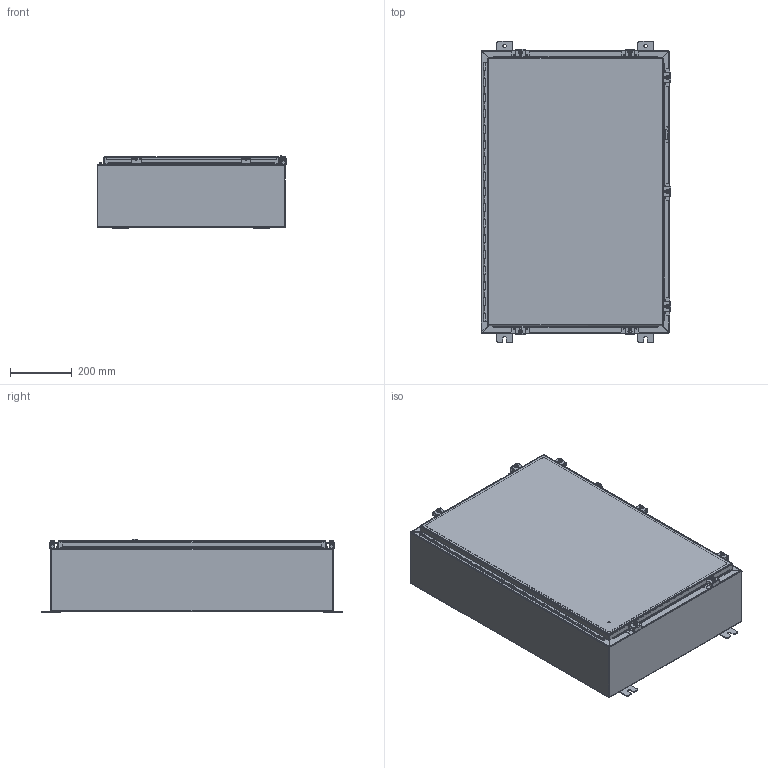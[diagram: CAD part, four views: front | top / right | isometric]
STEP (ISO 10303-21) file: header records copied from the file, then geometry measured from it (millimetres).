
FILE_DESCRIPTION (( 'STEP AP214' ), '1' );
FILE_NAME ('SSN4362408A.STEP', '2016-02-09T20:58:10', ( '' ), ( '' ), 'SwSTEP 2.0', 'SolidWorks 2014', '' );
FILE_SCHEMA (( 'AUTOMOTIVE_DESIGN' ));
Length unit declared in the file: inch
Products named in the file (19): 30818; SSN4362408A; 34871; 38412; SSN4362408ABKP; 32912; 34x22; 38846; SSN43624ALID; 32874-36T; 32874-36L; 32874-36P; 32874-36; 38859; 30824-1; 30824-2; 30824-3; 30824-4; 30824
Assembly tree (38 placements, depth 3):
  SSN4362408A
    34871  x4
    38412
    SSN4362408ABKP
    32912
    34x22
    38846
    SSN43624ALID
    32874-36
      32874-36T
      32874-36L
      32874-36P
    38859  x6
    30824  x7
      30824-1
      30824-2
      30824-3
      30824-4
    30818  x7
Bounding box: 615.08 x 977.9 x 237.62 mm (x, y, z)
Volume: 3942153.4 mm3; surface area: 4086334.8 mm2
Topology: 54 solids, 54 shells, 2180 faces, 5680 edges, 3654 vertices
Faces by surface type: cylinder 947, plane 862, bspline 199, torus 86, cone 44, sphere 42
Entity records: 44077 total; most frequent: CARTESIAN_POINT 11183, ORIENTED_EDGE 5016, DIRECTION 5002, EDGE_CURVE 2508, AXIS2_PLACEMENT_3D 1730, VERTEX_POINT 1604, VECTOR 1542, LINE 1542
